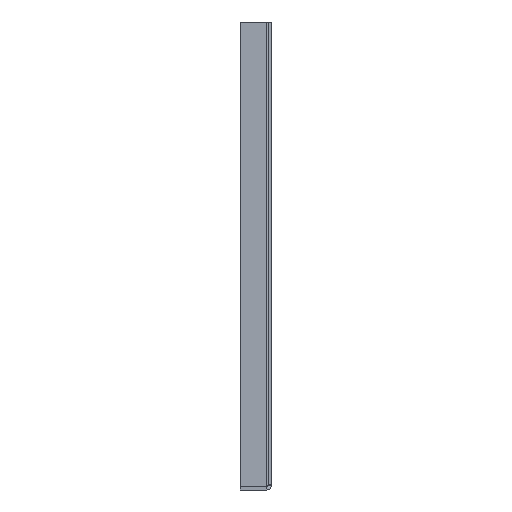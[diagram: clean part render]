
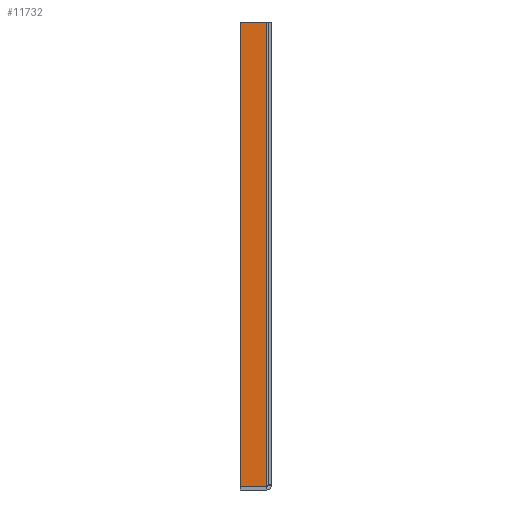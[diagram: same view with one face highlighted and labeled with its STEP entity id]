
A CAD part, left-side view. The second image highlights one B-rep face of the part: STEP entity #11732.
In plain terms, the highlighted planar face has unit normal (-1, 0, 0).
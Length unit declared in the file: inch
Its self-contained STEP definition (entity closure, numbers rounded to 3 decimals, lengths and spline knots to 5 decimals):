
#429 = EDGE_CURVE ( 'NONE', #12094, #10199, #2194, .T. ) ;
#1018 = DIRECTION ( 'NONE',  ( 0., 0., -1. ) ) ;
#1096 = ORIENTED_EDGE ( 'NONE', *, *, #7051, .F. ) ;
#1348 = CARTESIAN_POINT ( 'NONE',  ( -12.297, 0.5, -14.714 ) ) ;
#1355 = ORIENTED_EDGE ( 'NONE', *, *, #429, .F. ) ;
#2194 = LINE ( 'NONE', #11743, #4021 ) ;
#2486 = CARTESIAN_POINT ( 'NONE',  ( -12.297, 0., -14.714 ) ) ;
#2554 = EDGE_CURVE ( 'NONE', #6612, #4800, #8617, .T. ) ;
#4021 = VECTOR ( 'NONE', #1018, 39.37008 ) ;
#4563 = CARTESIAN_POINT ( 'NONE',  ( -12.297, 0.086, 3.7 ) ) ;
#4800 = VERTEX_POINT ( 'NONE', #7953 ) ;
#4830 = DIRECTION ( 'NONE',  ( 1., 0., 0. ) ) ;
#5060 = PLANE ( 'NONE',  #14596 ) ;
#6164 = EDGE_LOOP ( 'NONE', ( #1096, #8159, #11426, #1355 ) ) ;
#6612 = VERTEX_POINT ( 'NONE', #7377 ) ;
#6958 = EDGE_CURVE ( 'NONE', #10199, #6612, #15050, .T. ) ;
#7051 = EDGE_CURVE ( 'NONE', #4800, #12094, #15377, .T. ) ;
#7377 = CARTESIAN_POINT ( 'NONE',  ( -12.297, 0.5, -3.64289 ) ) ;
#7651 = VECTOR ( 'NONE', #13959, 39.37008 ) ;
#7953 = CARTESIAN_POINT ( 'NONE',  ( -12.297, 0.5, 3.7 ) ) ;
#8159 = ORIENTED_EDGE ( 'NONE', *, *, #2554, .F. ) ;
#8238 = CARTESIAN_POINT ( 'NONE',  ( -12.297, 0.057, 3.7 ) ) ;
#8617 = LINE ( 'NONE', #1348, #12278 ) ;
#8674 = VECTOR ( 'NONE', #13179, 39.37008 ) ;
#9687 = DIRECTION ( 'NONE',  ( 0., 0., -1. ) ) ;
#9840 = FACE_OUTER_BOUND ( 'NONE', #6164, .T. ) ;
#10199 = VERTEX_POINT ( 'NONE', #11372 ) ;
#11372 = CARTESIAN_POINT ( 'NONE',  ( -12.297, 0.086, -3.64289 ) ) ;
#11426 = ORIENTED_EDGE ( 'NONE', *, *, #6958, .F. ) ;
#11732 = ADVANCED_FACE ( 'NONE', ( #9840 ), #5060, .F. ) ;
#11743 = CARTESIAN_POINT ( 'NONE',  ( -12.297, 0.086, 3.7 ) ) ;
#12094 = VERTEX_POINT ( 'NONE', #4563 ) ;
#12278 = VECTOR ( 'NONE', #14493, 39.37008 ) ;
#13179 = DIRECTION ( 'NONE',  ( 0., -1., 0. ) ) ;
#13959 = DIRECTION ( 'NONE',  ( 0., 1., 0. ) ) ;
#14493 = DIRECTION ( 'NONE',  ( 0., 0., 1. ) ) ;
#14596 = AXIS2_PLACEMENT_3D ( 'NONE', #2486, #4830, #9687 ) ;
#14973 = CARTESIAN_POINT ( 'NONE',  ( -12.297, 0., -3.64289 ) ) ;
#15050 = LINE ( 'NONE', #14973, #7651 ) ;
#15377 = LINE ( 'NONE', #8238, #8674 ) ;
